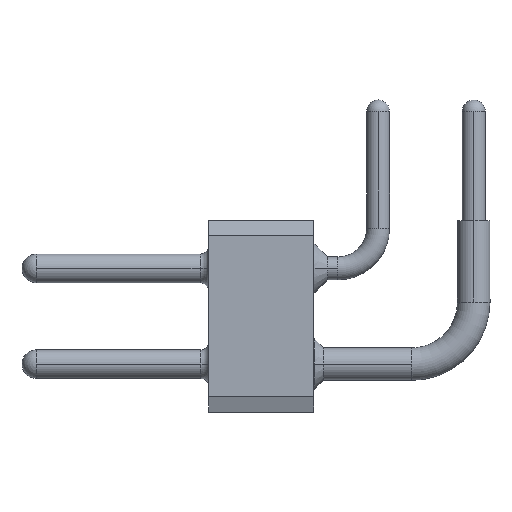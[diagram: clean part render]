
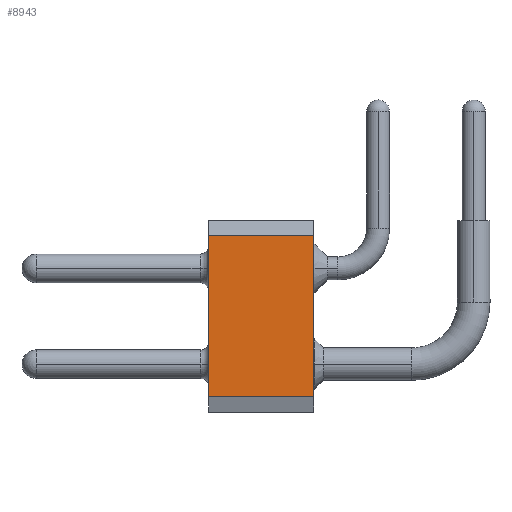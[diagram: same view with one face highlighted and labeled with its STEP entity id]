
A CAD part, left-side view. The second image highlights one B-rep face of the part: STEP entity #8943.
In plain terms, the highlighted planar face has unit normal (-1, 0, 0).
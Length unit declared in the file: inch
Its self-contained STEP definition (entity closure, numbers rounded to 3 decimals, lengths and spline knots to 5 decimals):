
#107 = LINE ( 'NONE', #1245, #8971 ) ;
#327 = CARTESIAN_POINT ( 'NONE',  ( -0.01203, 0., -0.18425 ) ) ;
#471 = VECTOR ( 'NONE', #11324, 39.37008 ) ;
#1050 = CARTESIAN_POINT ( 'NONE',  ( -0.01203, -0.11, -0.18425 ) ) ;
#1245 = CARTESIAN_POINT ( 'NONE',  ( -0.01203, -0.11, -0.01575 ) ) ;
#1749 = CARTESIAN_POINT ( 'NONE',  ( -0.01203, -0.11, -0.18425 ) ) ;
#1801 = LINE ( 'NONE', #2746, #7581 ) ;
#2607 = EDGE_LOOP ( 'NONE', ( #7956, #6359, #14230, #6562 ) ) ;
#2625 = LINE ( 'NONE', #1749, #471 ) ;
#2746 = CARTESIAN_POINT ( 'NONE',  ( -0.01203, 0., -0.18425 ) ) ;
#4455 = DIRECTION ( 'NONE',  ( -1., 0., 0. ) ) ;
#4658 = CARTESIAN_POINT ( 'NONE',  ( -0.01203, 0., -0.01575 ) ) ;
#5541 = VECTOR ( 'NONE', #6666, 39.37008 ) ;
#5647 = DIRECTION ( 'NONE',  ( 0., 1., 0. ) ) ;
#5658 = CARTESIAN_POINT ( 'NONE',  ( -0.01203, -0.11, -0.18425 ) ) ;
#6359 = ORIENTED_EDGE ( 'NONE', *, *, #10652, .F. ) ;
#6562 = ORIENTED_EDGE ( 'NONE', *, *, #11460, .T. ) ;
#6666 = DIRECTION ( 'NONE',  ( 0., 0., 1. ) ) ;
#7461 = PLANE ( 'NONE',  #10315 ) ;
#7581 = VECTOR ( 'NONE', #12690, 39.37008 ) ;
#7815 = DIRECTION ( 'NONE',  ( 0., 0., 1. ) ) ;
#7956 = ORIENTED_EDGE ( 'NONE', *, *, #9475, .F. ) ;
#8490 = VERTEX_POINT ( 'NONE', #12999 ) ;
#8943 = ADVANCED_FACE ( 'NONE', ( #9613 ), #7461, .T. ) ;
#8971 = VECTOR ( 'NONE', #5647, 39.37008 ) ;
#9475 = EDGE_CURVE ( 'NONE', #13235, #10194, #1801, .T. ) ;
#9613 = FACE_OUTER_BOUND ( 'NONE', #2607, .T. ) ;
#10044 = CARTESIAN_POINT ( 'NONE',  ( -0.01203, -0.11, -0.01575 ) ) ;
#10194 = VERTEX_POINT ( 'NONE', #4658 ) ;
#10315 = AXIS2_PLACEMENT_3D ( 'NONE', #5658, #4455, #7815 ) ;
#10652 = EDGE_CURVE ( 'NONE', #8490, #13235, #2625, .T. ) ;
#11324 = DIRECTION ( 'NONE',  ( 0., 1., 0. ) ) ;
#11460 = EDGE_CURVE ( 'NONE', #13056, #10194, #107, .T. ) ;
#11984 = EDGE_CURVE ( 'NONE', #8490, #13056, #14238, .T. ) ;
#12690 = DIRECTION ( 'NONE',  ( 0., 0., 1. ) ) ;
#12999 = CARTESIAN_POINT ( 'NONE',  ( -0.01203, -0.11, -0.18425 ) ) ;
#13056 = VERTEX_POINT ( 'NONE', #10044 ) ;
#13235 = VERTEX_POINT ( 'NONE', #327 ) ;
#14230 = ORIENTED_EDGE ( 'NONE', *, *, #11984, .T. ) ;
#14238 = LINE ( 'NONE', #1050, #5541 ) ;
